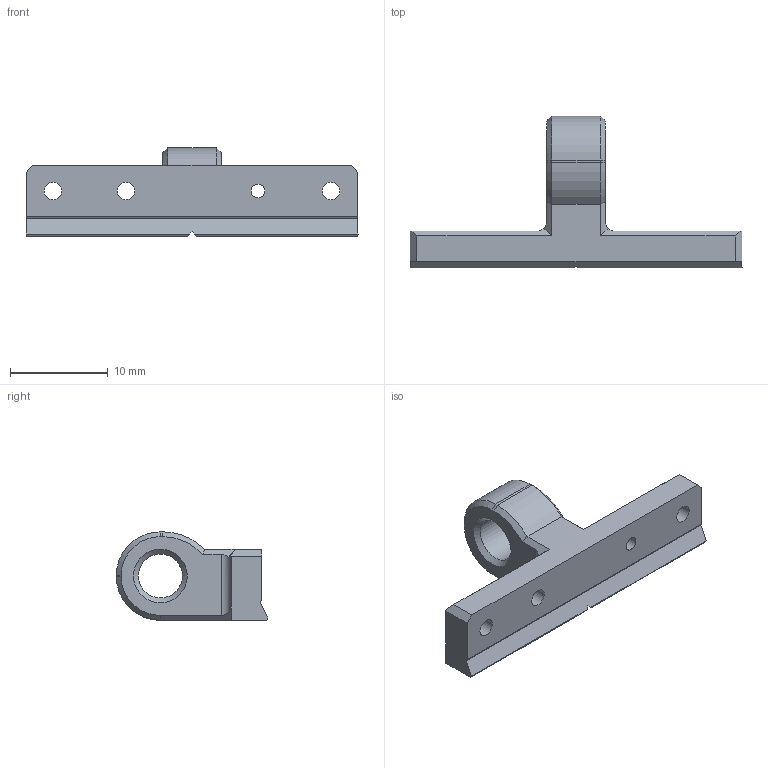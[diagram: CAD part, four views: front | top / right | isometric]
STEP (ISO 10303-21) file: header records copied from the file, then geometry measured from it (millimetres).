
FILE_DESCRIPTION(/* description */ (''),/* implementation_level */ '2;1');
FILE_NAME(/* name */ 'shiftTopPlateShift_NIKF_PENF',/* time_stamp */ '2023-09-29T16:01:32-04:00',/* author */ ('George'),/* organization */ ('Archive 663'),/* preprocessor_version */ 'ST-DEVELOPER v16.7',/* originating_system */ 'Solid Edge',/* authorisation */ 'Unknown');
FILE_SCHEMA (('AUTOMOTIVE_DESIGN {1 0 10303 214 3 1 1}'));
Length unit declared in the file: millimetre
Products named in the file (2): shiftAdapter_PENF; shiftTopPlateShift_NIKF_PENF
Assembly tree (1 placements, depth 2):
  shiftAdapter_PENF
    shiftTopPlateShift_NIKF_PENF
Bounding box: 34 x 15.52 x 9.05 mm (x, y, z)
Volume: 1165.5 mm3; surface area: 1170.7 mm2
Topology: 1 solids, 1 shells, 52 faces, 132 edges, 84 vertices
Faces by surface type: plane 32, cylinder 12, cone 8
Full cylindrical faces by diameter (mm): 1.4 x1, 1.8 x3, 3.5 x2, 4.5 x1
Entity records: 1564 total; most frequent: DIRECTION 263, CARTESIAN_POINT 263, ORIENTED_EDGE 242, EDGE_CURVE 121, AXIS2_PLACEMENT_3D 90, LINE 83, VECTOR 83, VERTEX_POINT 82
